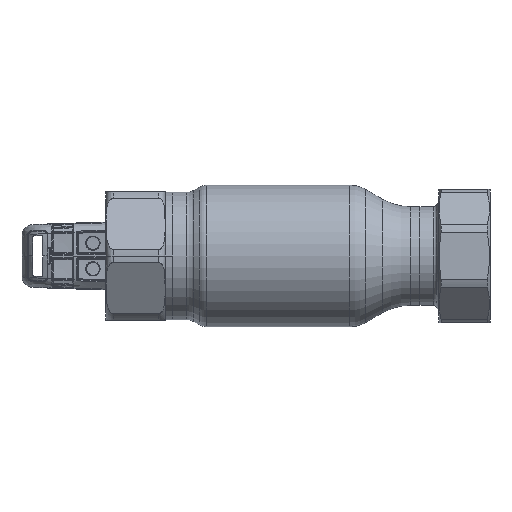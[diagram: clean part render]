
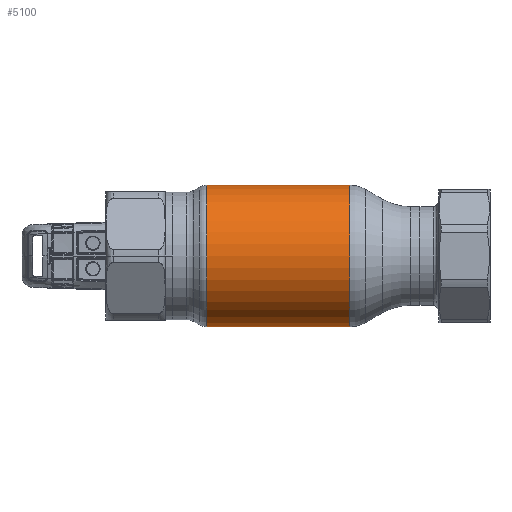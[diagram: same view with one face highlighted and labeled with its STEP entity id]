
A CAD part, front view. The second image highlights one B-rep face of the part: STEP entity #5100.
In plain terms, the highlighted cylindrical face has radius 27.5 mm (diameter 55 mm), a partial arc.
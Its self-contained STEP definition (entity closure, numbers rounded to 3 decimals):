
#2680 = AXIS2_PLACEMENT_3D ( 'NONE', #56652, #61512, #57258 ) ;
#5100 = ADVANCED_FACE ( 'NONE', ( #47319 ), #12568, .T. ) ;
#7058 = ORIENTED_EDGE ( 'NONE', *, *, #27255, .F. ) ;
#7154 = ORIENTED_EDGE ( 'NONE', *, *, #21180, .T. ) ;
#10186 = LINE ( 'NONE', #22678, #36402 ) ;
#10880 = DIRECTION ( 'NONE',  ( 1., 0., 0. ) ) ;
#11362 = DIRECTION ( 'NONE',  ( 1., 0., 0. ) ) ;
#11406 = VERTEX_POINT ( 'NONE', #32306 ) ;
#11412 = ORIENTED_EDGE ( 'NONE', *, *, #17052, .F. ) ;
#12568 = CYLINDRICAL_SURFACE ( 'NONE', #37838, 27.5 ) ;
#14782 = VERTEX_POINT ( 'NONE', #18580 ) ;
#17052 = EDGE_CURVE ( 'NONE', #11406, #38209, #23361, .T. ) ;
#18236 = CIRCLE ( 'NONE', #2680, 27.5 ) ;
#18580 = CARTESIAN_POINT ( 'NONE',  ( -27.785, 0., 27.5 ) ) ;
#21180 = EDGE_CURVE ( 'NONE', #56895, #38209, #44948, .T. ) ;
#21354 = CARTESIAN_POINT ( 'NONE',  ( 62.69, 0., 0. ) ) ;
#22678 = CARTESIAN_POINT ( 'NONE',  ( 62.69, 0., 27.5 ) ) ;
#23361 = CIRCLE ( 'NONE', #31672, 27.5 ) ;
#23789 = CARTESIAN_POINT ( 'NONE',  ( 27.785, 0., -27.5 ) ) ;
#27255 = EDGE_CURVE ( 'NONE', #14782, #11406, #10186, .T. ) ;
#31672 = AXIS2_PLACEMENT_3D ( 'NONE', #41584, #61595, #32704 ) ;
#32306 = CARTESIAN_POINT ( 'NONE',  ( 27.785, 0., 27.5 ) ) ;
#32704 = DIRECTION ( 'NONE',  ( 0., 0., -1. ) ) ;
#36402 = VECTOR ( 'NONE', #51271, 1000. ) ;
#37838 = AXIS2_PLACEMENT_3D ( 'NONE', #21354, #10880, #54340 ) ;
#38209 = VERTEX_POINT ( 'NONE', #23789 ) ;
#40531 = CARTESIAN_POINT ( 'NONE',  ( 62.69, 0., -27.5 ) ) ;
#41584 = CARTESIAN_POINT ( 'NONE',  ( 27.785, 0., 0. ) ) ;
#42108 = EDGE_CURVE ( 'NONE', #14782, #56895, #18236, .T. ) ;
#44948 = LINE ( 'NONE', #40531, #54699 ) ;
#47319 = FACE_OUTER_BOUND ( 'NONE', #58007, .T. ) ;
#51271 = DIRECTION ( 'NONE',  ( 1., 0., 0. ) ) ;
#53946 = CARTESIAN_POINT ( 'NONE',  ( -27.785, 0., -27.5 ) ) ;
#54340 = DIRECTION ( 'NONE',  ( 0., 0., -1. ) ) ;
#54699 = VECTOR ( 'NONE', #11362, 1000. ) ;
#56652 = CARTESIAN_POINT ( 'NONE',  ( -27.785, 0., 0. ) ) ;
#56895 = VERTEX_POINT ( 'NONE', #53946 ) ;
#57258 = DIRECTION ( 'NONE',  ( 0., 0., -1. ) ) ;
#58007 = EDGE_LOOP ( 'NONE', ( #7058, #61575, #7154, #11412 ) ) ;
#61512 = DIRECTION ( 'NONE',  ( 1., 0., 0. ) ) ;
#61575 = ORIENTED_EDGE ( 'NONE', *, *, #42108, .T. ) ;
#61595 = DIRECTION ( 'NONE',  ( 1., 0., 0. ) ) ;
